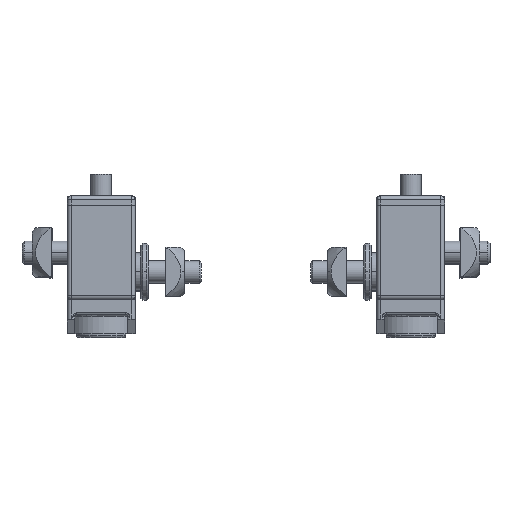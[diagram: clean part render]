
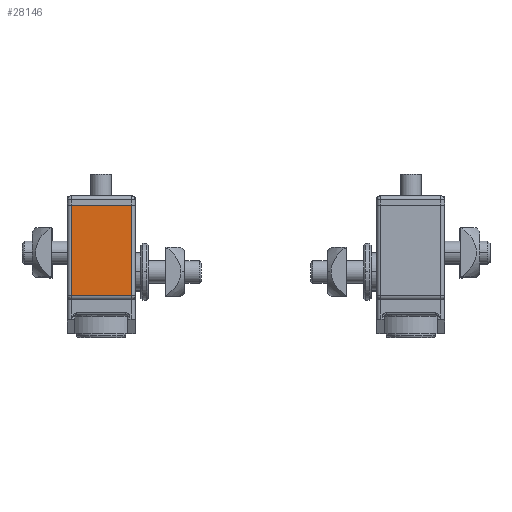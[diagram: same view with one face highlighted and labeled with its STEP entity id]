
A CAD part, top view. The second image highlights one B-rep face of the part: STEP entity #28146.
In plain terms, the highlighted planar face has unit normal (0, 0, 1).
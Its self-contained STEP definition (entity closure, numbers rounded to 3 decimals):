
#865=PLANE('',#30395);
#2580=FACE_OUTER_BOUND('',#4345,.T.);
#4345=EDGE_LOOP('',(#21531,#21532,#21533,#21534));
#6338=LINE('',#53871,#8766);
#6339=LINE('',#53874,#8767);
#6422=LINE('',#54171,#8850);
#6423=LINE('',#54172,#8851);
#8766=VECTOR('',#35163,1000.);
#8767=VECTOR('',#35166,1000.);
#8850=VECTOR('',#35435,1000.);
#8851=VECTOR('',#35436,1000.);
#12883=VERTEX_POINT('',#53242);
#12911=VERTEX_POINT('',#53869);
#12912=VERTEX_POINT('',#53873);
#12992=VERTEX_POINT('',#54170);
#16009=EDGE_CURVE('',#12911,#12883,#6338,.T.);
#16010=EDGE_CURVE('',#12883,#12912,#6339,.T.);
#16142=EDGE_CURVE('',#12911,#12992,#6422,.T.);
#16143=EDGE_CURVE('',#12992,#12912,#6423,.T.);
#21531=ORIENTED_EDGE('',*,*,#16010,.F.);
#21532=ORIENTED_EDGE('',*,*,#16009,.F.);
#21533=ORIENTED_EDGE('',*,*,#16142,.T.);
#21534=ORIENTED_EDGE('',*,*,#16143,.T.);
#28146=ADVANCED_FACE('',(#2580),#865,.F.);
#30395=AXIS2_PLACEMENT_3D('',#54169,#35433,#35434);
#35163=DIRECTION('',(0.,-1.,0.));
#35166=DIRECTION('',(-1.,0.,0.));
#35433=DIRECTION('center_axis',(0.,0.,
-1.));
#35434=DIRECTION('ref_axis',(0.,-1.,0.));
#35435=DIRECTION('',(-1.,0.,0.));
#35436=DIRECTION('',(0.,-1.,0.));
#53242=CARTESIAN_POINT('',(-83.,-11.5,129.927));
#53869=CARTESIAN_POINT('',(-83.,12.5,129.927));
#53871=CARTESIAN_POINT('',(-83.,0.5,129.927));
#53873=CARTESIAN_POINT('',(-99.,-11.5,129.927));
#53874=CARTESIAN_POINT('',(-91.,-11.5,129.927));
#54169=CARTESIAN_POINT('Origin',(-83.,12.5,129.927));
#54170=CARTESIAN_POINT('',(-99.,12.5,129.927));
#54171=CARTESIAN_POINT('',(-91.,12.5,129.927));
#54172=CARTESIAN_POINT('',(-99.,0.5,129.927));
